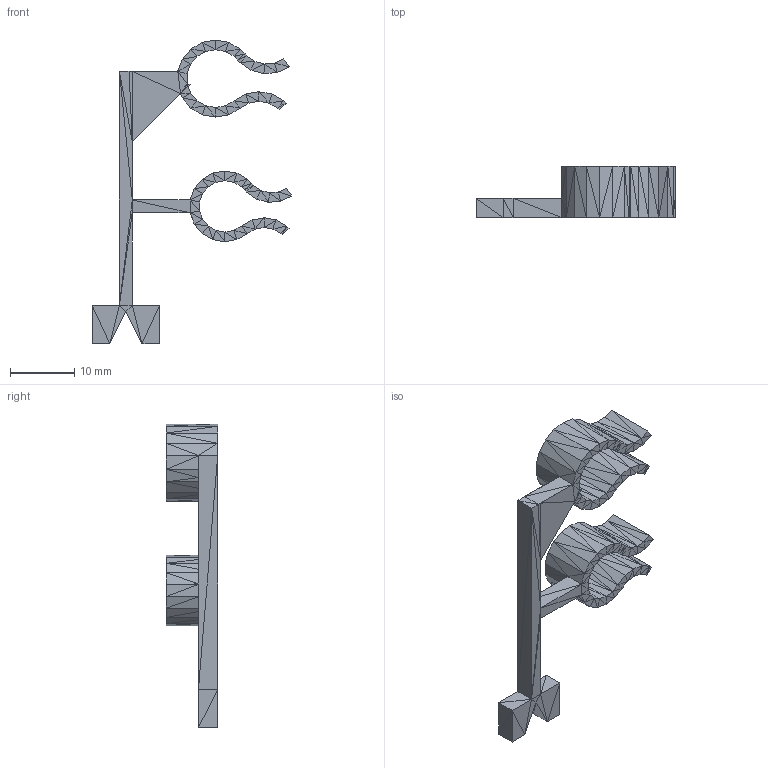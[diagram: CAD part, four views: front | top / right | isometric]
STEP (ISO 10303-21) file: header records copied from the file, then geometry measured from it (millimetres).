
FILE_DESCRIPTION(('FreeCAD Model'),'2;1');
FILE_NAME('Open CASCADE Shape Model','2023-10-31T11:56:15',('Author'),( ''),'Open CASCADE STEP processor 7.6','FreeCAD','Unknown');
FILE_SCHEMA(('AUTOMOTIVE_DESIGN { 1 0 10303 214 1 1 1 1 }'));
Length unit declared in the file: millimetre
Products named in the file (1): LimitSwitchExtender001
Bounding box: 31.1 x 8 x 47.31 mm (x, y, z)
Surface area: 2275.1 mm2 (no closed solid volume)
Topology: 0 solids, 488 shells, 488 faces, 1464 edges, 1464 vertices
Faces by surface type: plane 488
Entity records: 31251 total; most frequent: CARTESIAN_POINT 4881, DIRECTION 3906, LINE 2928, VECTOR 2928, ORIENTED_EDGE 1464, EDGE_CURVE 1464, VERTEX_POINT 1464, SURFACE_CURVE 1464
